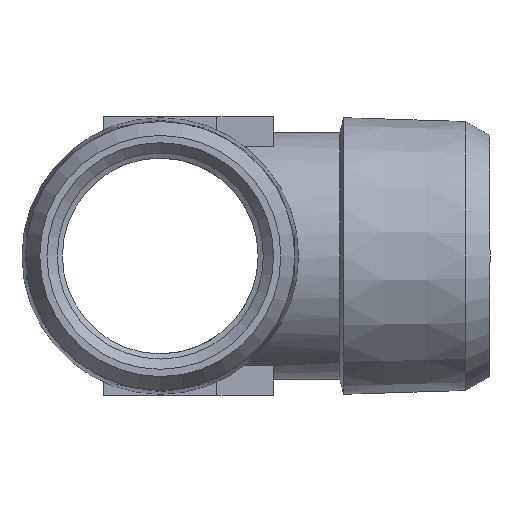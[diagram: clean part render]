
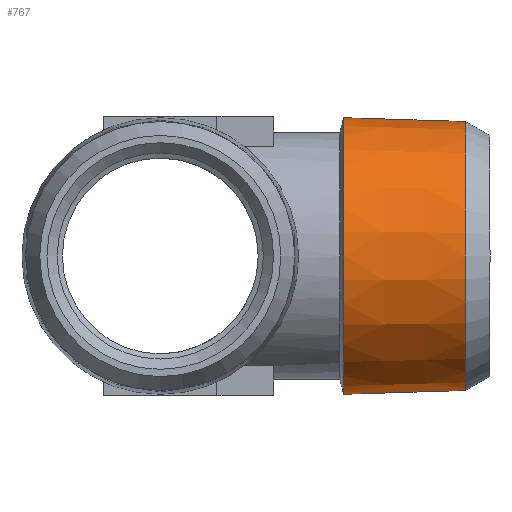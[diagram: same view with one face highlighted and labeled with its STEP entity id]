
A CAD part, left-side view. The second image highlights one B-rep face of the part: STEP entity #767.
In plain terms, the highlighted conical face has half-angle 1.79 degrees and reference radius 13.05 mm.
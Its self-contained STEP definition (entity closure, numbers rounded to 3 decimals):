
#174 = DIRECTION ( 'NONE',  ( 0., 0., -1. ) ) ;
#175 = DIRECTION ( 'NONE',  ( 0., -1., 0. ) ) ;
#176 = CARTESIAN_POINT ( 'NONE',  ( 228.895, -23.197, -25. ) ) ;
#242 = DIRECTION ( 'NONE',  ( 0., 1., 0. ) ) ;
#243 = CARTESIAN_POINT ( 'NONE',  ( 228.895, -35.05, -25. ) ) ;
#252 = DIRECTION ( 'NONE',  ( 0., 0., 1. ) ) ;
#294 = AXIS2_PLACEMENT_3D ( 'NONE', #353, #352, #351 ) ;
#323 = AXIS2_PLACEMENT_3D ( 'NONE', #176, #175, #174 ) ;
#337 = AXIS2_PLACEMENT_3D ( 'NONE', #243, #242, #252 ) ;
#351 = DIRECTION ( 'NONE',  ( 0., 0., 1. ) ) ;
#352 = DIRECTION ( 'NONE',  ( 0., -1., 0. ) ) ;
#353 = CARTESIAN_POINT ( 'NONE',  ( 228.895, -35.05, -25. ) ) ;
#417 = CARTESIAN_POINT ( 'NONE',  ( 228.895, -35.05, -11.95 ) ) ;
#439 = CARTESIAN_POINT ( 'NONE',  ( 228.895, -23.197, -38.42 ) ) ;
#503 = VERTEX_POINT ( 'NONE', #417 ) ;
#518 = VERTEX_POINT ( 'NONE', #439 ) ;
#529 = CIRCLE ( 'NONE', #294, 13.05 ) ;
#628 = CIRCLE ( 'NONE', #323, 13.42 ) ;
#644 = CONICAL_SURFACE ( 'NONE', #337, 13.05, 0.031 ) ;
#655 = FACE_BOUND ( 'NONE', #1079, .T. ) ;
#656 = FACE_OUTER_BOUND ( 'NONE', #1080, .T. ) ;
#767 = ADVANCED_FACE ( 'NONE', ( #655, #656 ), #644, .T. ) ;
#787 = EDGE_CURVE ( 'NONE', #518, #518, #628, .T. ) ;
#868 = EDGE_CURVE ( 'NONE', #503, #503, #529, .T. ) ;
#885 = ORIENTED_EDGE ( 'NONE', *, *, #868, .F. ) ;
#886 = ORIENTED_EDGE ( 'NONE', *, *, #787, .T. ) ;
#1079 = EDGE_LOOP ( 'NONE', ( #885 ) ) ;
#1080 = EDGE_LOOP ( 'NONE', ( #886 ) ) ;
